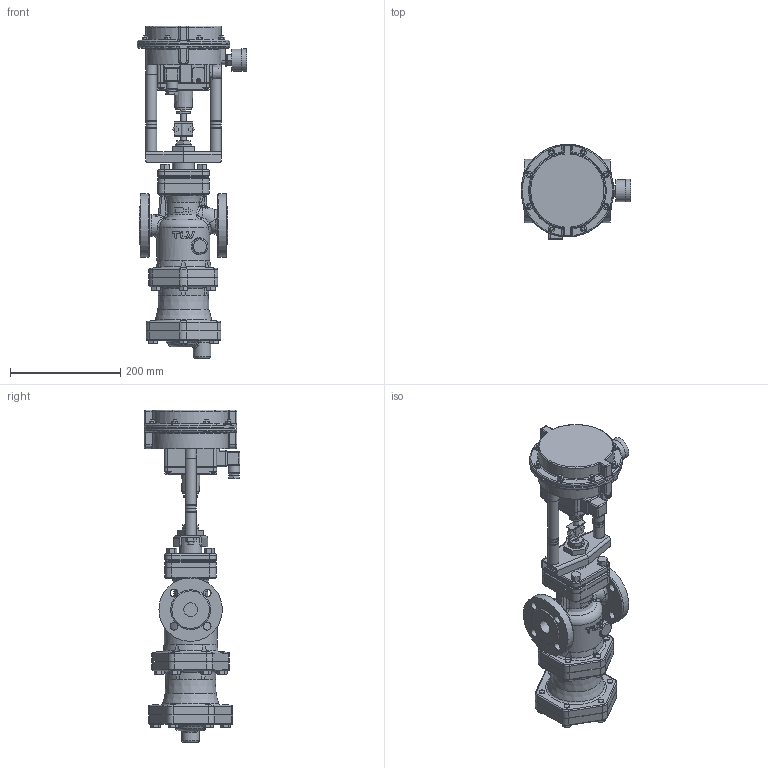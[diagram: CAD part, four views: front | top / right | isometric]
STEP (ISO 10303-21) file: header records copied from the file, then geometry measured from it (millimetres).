
FILE_DESCRIPTION((''),'2;1');
FILE_NAME('cvcs0-025-e0025-00.stp','2009-08-31T13:37:48',('nakaot'),(''),'Autodesk Inventor 2008','Autodesk Inventor 2008','');
FILE_SCHEMA(('AUTOMOTIVE_DESIGN { 1 0 10303 214 1 1 1 1 }'));
Length unit declared in the file: millimetre
Products named in the file (1): cvcs0-025-e0025-00
Bounding box: 198.87 x 173.01 x 602 mm (x, y, z)
Volume: 4900802.1 mm3; surface area: 484552.3 mm2
Topology: 1 solids, 1 shells, 1365 faces, 3293 edges, 2023 vertices
Faces by surface type: plane 623, cylinder 295, bspline 286, cone 90, torus 60, sphere 11
Full cylindrical faces by diameter (mm): 6 x8, 7 x1, 8 x4, 10 x34, 11 x1, 11.3 x8, 12.403 x1, 16.077 x1, 17 x1, 18 x3, 20 x5, 21 x1, 22 x1, 24 x1, 25 x3, 28 x1, 30 x1, 32 x1, 40 x2, 41 x1, 49.132 x1, 50.365 x1, 57.982 x1, 90 x2, 96 x1, 115 x2, 151.677 x1, 168 x2
Entity records: 63039 total; most frequent: CARTESIAN_POINT 33608, ORIENTED_EDGE 6126, DIRECTION 5734, EDGE_CURVE 3063, AXIS2_PLACEMENT_3D 2163, VERTEX_POINT 1971, EDGE_LOOP 1694, VECTOR 1408
